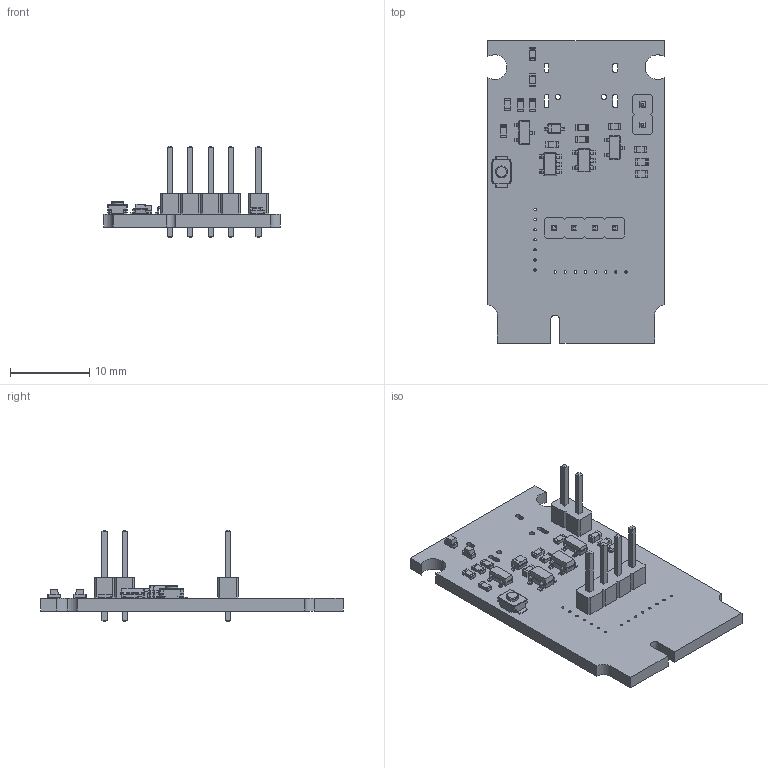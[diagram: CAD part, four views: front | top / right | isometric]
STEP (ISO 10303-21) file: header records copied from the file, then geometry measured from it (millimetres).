
FILE_DESCRIPTION(('KiCad electronic assembly'),'2;1');
FILE_NAME('Ellow.step','2020-11-28T18:16:36',('An Author'),('A Company') ,'Open CASCADE STEP processor 7.4','KiCad to STEP converter','Unknown' );
FILE_SCHEMA(('AUTOMOTIVE_DESIGN { 1 0 10303 214 1 1 1 1 }'));
Length unit declared in the file: millimetre
Products named in the file (20): Open CASCADE STEP translator 7.4 1; SW_SPST_B3U-1000P; SOLID; PinHeader_1x04_P2.54mm_Vertical; PinHeader_1x02_P2.54mm_Vertical; SOT-23-5; SOT-23; D_SOD-323; C_0603_1608Metric; R_0603_1608Metric; LED_0603_1608Metric; COMPOUND
Assembly tree (31 placements, depth 3):
  Open CASCADE STEP translator 7.4 1
    SW_SPST_B3U-1000P
      SOLID
    PinHeader_1x04_P2.54mm_Vertical
      SOLID
    PinHeader_1x02_P2.54mm_Vertical
      SOLID
    SOT-23-5  x2
      SOLID
    SOT-23  x2
      SOLID
    D_SOD-323
      SOLID
    C_0603_1608Metric  x2
      SOLID
    R_0603_1608Metric  x9
      SOLID
    LED_0603_1608Metric  x2
      SOLID
    COMPOUND
Bounding box: 22.25 x 38.06 x 11.54 mm (x, y, z)
Volume: 1455.1 mm3; surface area: 2440.4 mm2
Topology: 22 solids, 22 shells, 1279 faces, 3237 edges, 1993 vertices
Faces by surface type: plane 785, cylinder 322, bspline 138, sphere 17, torus 17
Full cylindrical faces by diameter (mm): 0.3 x15, 0.65 x2, 1 x6, 1.5 x1
Entity records: 58251 total; most frequent: CARTESIAN_POINT 12367, DIRECTION 7433, LINE 4992, VECTOR 4992, ORIENTED_EDGE 4028, PCURVE 4028, DEFINITIONAL_REPRESENTATION 4028, EDGE_CURVE 2014
